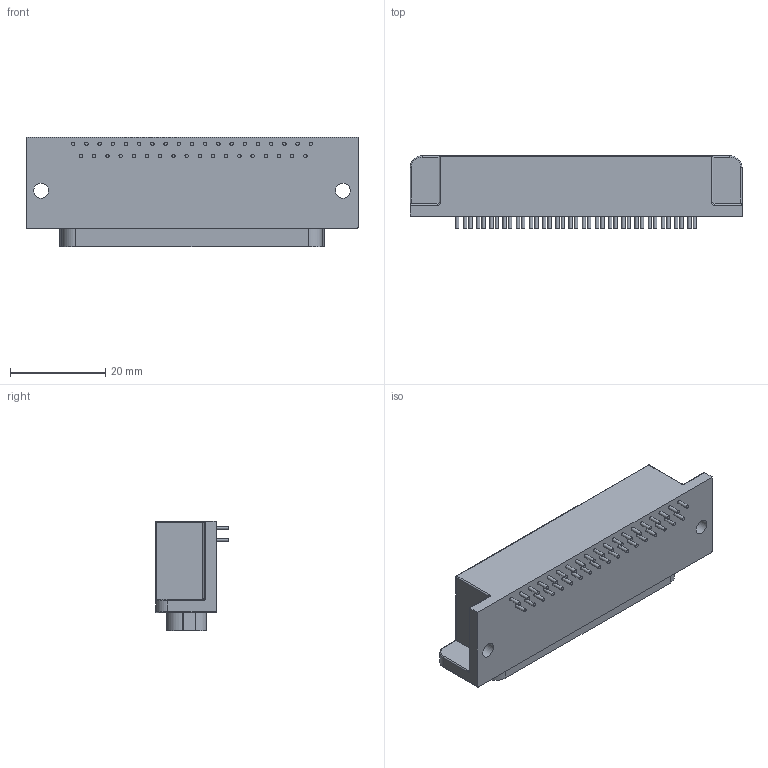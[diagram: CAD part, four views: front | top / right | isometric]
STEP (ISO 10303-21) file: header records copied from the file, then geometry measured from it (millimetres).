
FILE_DESCRIPTION(('STEP AP214'), '1');
FILE_NAME('DB37M', '2016-02-06T10:28:55', ('Anton S.'), (''), 'ASCON STEP Converter 1.3', 'ASCON Math Kernel', '');
FILE_SCHEMA(('AUTOMOTIVE_DESIGN { 1 0 10303 214 3 1 1}'));
Length unit declared in the file: millimetre
Products named in the file (1): DB37M
Bounding box: 69.65 x 15.24 x 23.06 mm (x, y, z)
Volume: 15203.9 mm3; surface area: 6466.5 mm2
Topology: 1 solids, 1 shells, 251 faces, 492 edges, 317 vertices
Faces by surface type: cylinder 106, plane 96, torus 47, sphere 2
Full cylindrical faces by diameter (mm): 0.711 x37, 1.016 x37, 3.175 x2
Entity records: 8103 total; most frequent: DIRECTION 1156, CARTESIAN_POINT 1066, ORIENTED_EDGE 750, AXIS2_PLACEMENT_3D 536, EDGE_LOOP 446, EDGE_CURVE 375, VERTEX_POINT 317, FACE_BOUND 292
